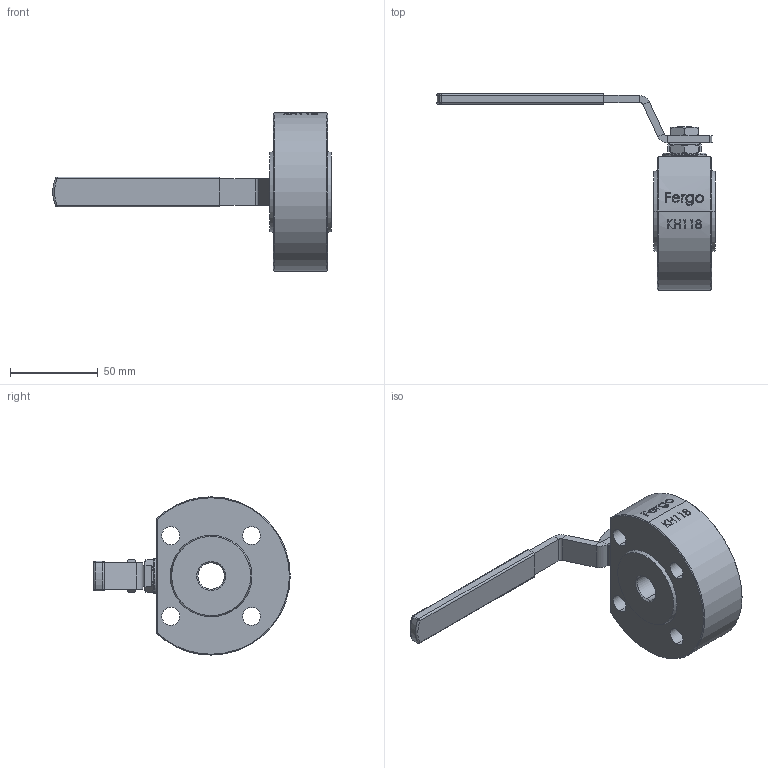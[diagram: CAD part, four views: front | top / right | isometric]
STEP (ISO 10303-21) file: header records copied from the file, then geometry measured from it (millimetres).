
FILE_DESCRIPTION (( 'STEP AP214' ), '1' );
FILE_NAME ('KH118-Kompakt-Kugelhahn-DN15-PN40-Handhebel-Fergo.STEP', '2022-11-04T15:26:45', ( '' ), ( '' ), 'SwSTEP 2.0', 'SolidWorks 2022', '' );
FILE_SCHEMA (( 'AUTOMOTIVE_DESIGN' ));
Length unit declared in the file: millimetre
Products named in the file (1): KH118-Kompakt-Kugelhahn-DN15-PN40-Handhebel-Fergo
Bounding box: 158.43 x 111.8 x 90 mm (x, y, z)
Volume: 182560.6 mm3; surface area: 34736.3 mm2
Topology: 1 solids, 1 shells, 267 faces, 841 edges, 624 vertices
Faces by surface type: plane 110, cylinder 97, cone 52, torus 4, sphere 4
Entity records: 13655 total; most frequent: CARTESIAN_POINT 6542, ORIENTED_EDGE 1658, DIRECTION 1209, EDGE_CURVE 829, VERTEX_POINT 624, AXIS2_PLACEMENT_3D 491, B_SPLINE_CURVE_WITH_KNOTS 379, EDGE_LOOP 337
